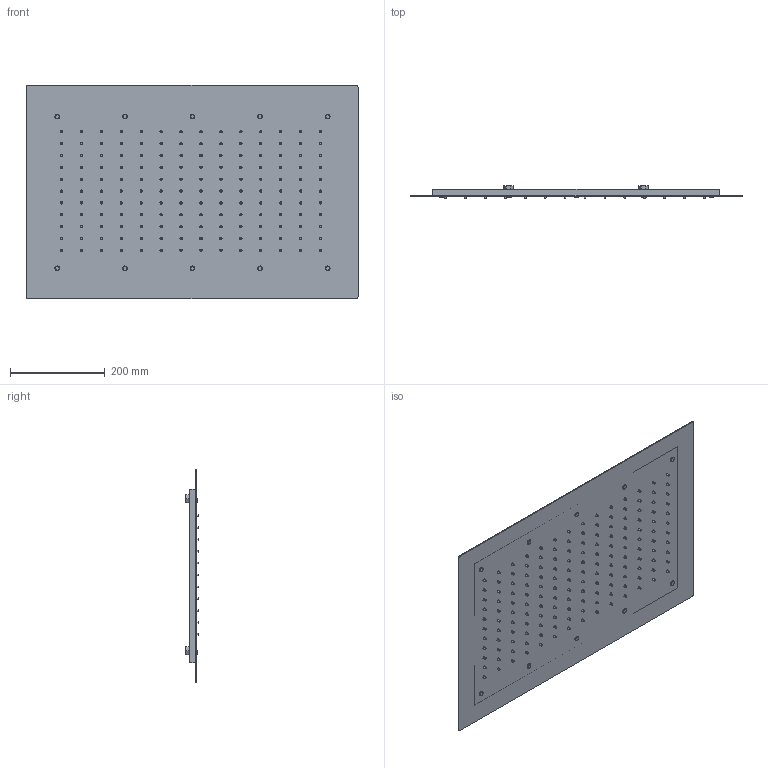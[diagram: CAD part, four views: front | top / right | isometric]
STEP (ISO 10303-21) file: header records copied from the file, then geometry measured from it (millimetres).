
FILE_DESCRIPTION (( 'STEP AP203' ), '1' );
FILE_NAME ('99Z312586.STEP', '2025-11-10T13:03:43', ( '' ), ( '' ), 'SwSTEP 2.0', 'SolidWorks 2021', '' );
FILE_SCHEMA (( 'CONFIG_CONTROL_DESIGN' ));
Length unit declared in the file: millimetre
Products named in the file (1): 99Z312586
Bounding box: 700 x 26.3 x 450 mm (x, y, z)
Volume: 3250282.6 mm3; surface area: 674106.3 mm2
Topology: 1 solids, 1 shells, 863 faces, 1748 edges, 1056 vertices
Faces by surface type: cylinder 332, cone 308, plane 203, torus 20
Entity records: 22687 total; most frequent: DIRECTION 4488, CARTESIAN_POINT 3668, ORIENTED_EDGE 3496, AXIS2_PLACEMENT_3D 1876, EDGE_CURVE 1748, VERTEX_POINT 1056, EDGE_LOOP 1032, CIRCLE 1012
